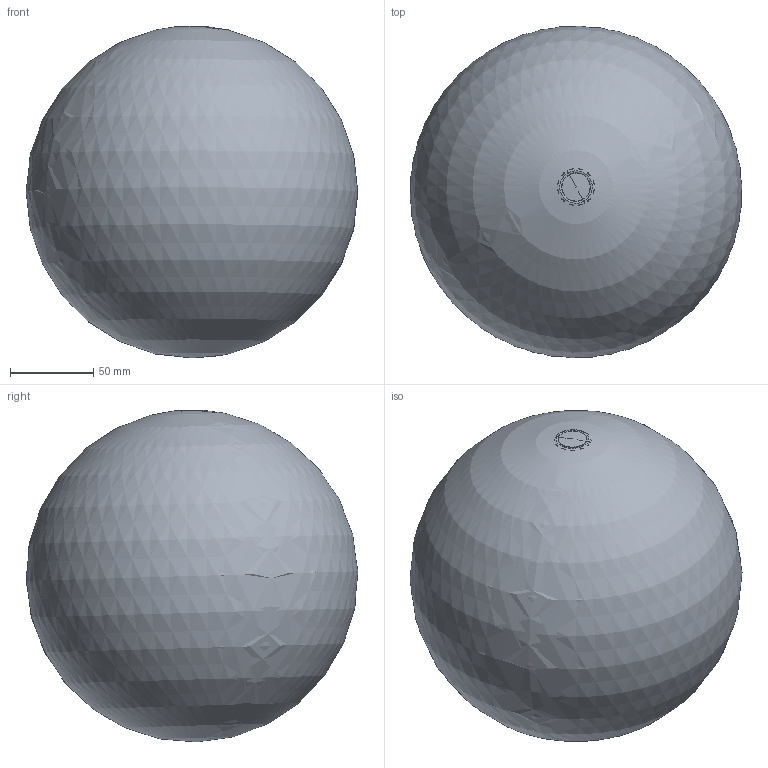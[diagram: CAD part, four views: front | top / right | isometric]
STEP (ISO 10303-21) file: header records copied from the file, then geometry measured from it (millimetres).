
FILE_DESCRIPTION((''),'2;1');
FILE_NAME('_1456641H8_ALLCATPA00_SW0001','2017-04-26T',('sparenzan'),(''),'CREO PARAMETRIC BY PTC INC, 2016050','CREO PARAMETRIC BY PTC INC, 2016050','');
FILE_SCHEMA(('CONFIG_CONTROL_DESIGN'));
Products named in the file (1): _1456641H8_ALLCATPA00_SW0001
Bounding box: 199.88 x 199.86 x 199.92 mm (x, y, z)
Surface area: 318640.5 mm2 (no closed solid volume)
Topology: 0 solids, 0 shells, 1379 faces, 6234 edges, 6085 vertices
Faces by surface type: bspline 1223, torus 84, sphere 72
Entity records: 129302 total; most frequent: CARTESIAN_POINT 80337, DIRECTION 6380, DEFINITIONAL_REPRESENTATION 6013, PCURVE 6013, COMPOSITE_CURVE_SEGMENT 6013, TRIMMED_CURVE 5492, VECTOR 4916, LINE 4916
